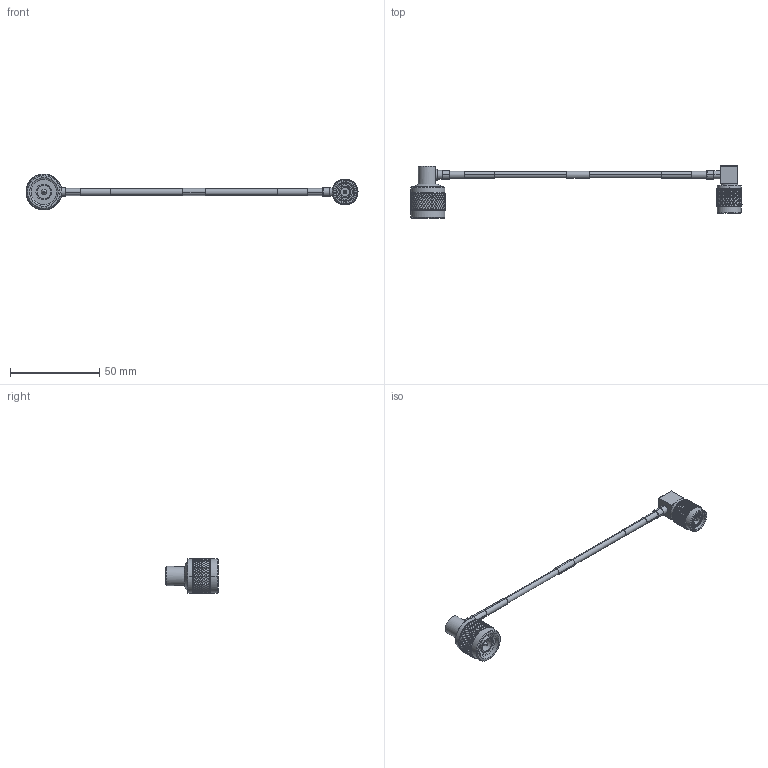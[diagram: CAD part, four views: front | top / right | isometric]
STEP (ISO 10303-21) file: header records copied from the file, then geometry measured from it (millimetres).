
FILE_DESCRIPTION (( 'STEP AP214' ), '1' );
FILE_NAME ('LCCA30515_3D.STEP', '2020-05-07T20:01:31', ( '' ), ( '' ), 'SwSTEP 2.0', 'SolidWorks 2018', '' );
FILE_SCHEMA (( 'AUTOMOTIVE_DESIGN' ));
Length unit declared in the file: inch
Products named in the file (6): LCCN3061; 1AW01-003_.152 ID; LC141TBJ-PROD; LC141TBJ (141 Formable with HeatShrink); LCCN3053; LCCA30515_3D
Assembly tree (7 placements, depth 3):
  LCCA30515_3D
    LC141TBJ-PROD
      LC141TBJ (141 Formable with HeatShrink)
      1AW01-003_.152 ID  x3
    LCCN3053
    LCCN3061
Bounding box: 186.21 x 29.23 x 20.07 mm (x, y, z)
Volume: 8318.1 mm3; surface area: 11188.8 mm2
Topology: 8 solids, 8 shells, 4959 faces, 10262 edges, 5340 vertices
Faces by surface type: bspline 3605, cylinder 1017, cone 268, plane 67, sphere 2
Entity records: 186403 total; most frequent: CARTESIAN_POINT 121852, ORIENTED_EDGE 20476, EDGE_CURVE 10238, VERTEX_POINT 5324, EDGE_LOOP 4974, FACE_OUTER_BOUND 4947, ADVANCED_FACE 4947, DIRECTION 4216
